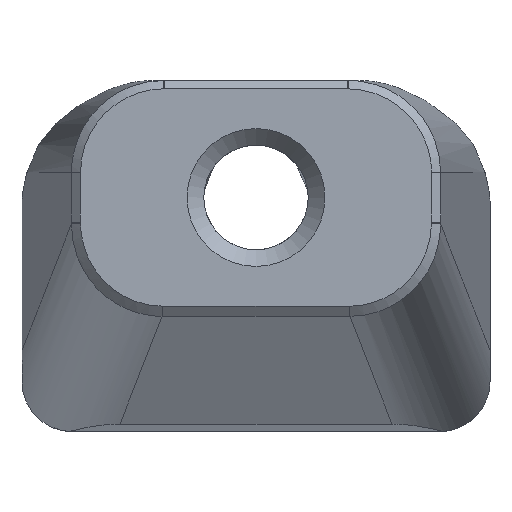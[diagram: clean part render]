
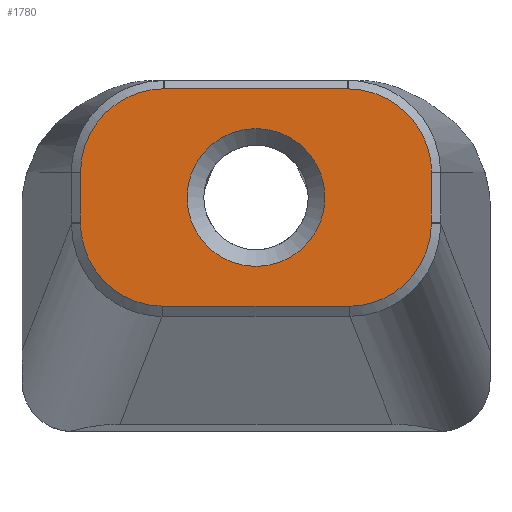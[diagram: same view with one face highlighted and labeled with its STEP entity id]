
A CAD part, left-side view. The second image highlights one B-rep face of the part: STEP entity #1780.
In plain terms, the highlighted planar face has unit normal (-1, 0, 0).
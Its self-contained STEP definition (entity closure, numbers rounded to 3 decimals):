
#32=FACE_BOUND('',#562,.T.);
#49=PLANE('',#1913);
#139=LINE('',#2960,#278);
#145=LINE('',#3035,#284);
#148=LINE('',#3104,#287);
#153=LINE('',#3176,#292);
#278=VECTOR('',#2119,10.);
#284=VECTOR('',#2127,10.);
#287=VECTOR('',#2132,10.);
#292=VECTOR('',#2139,10.);
#450=FACE_OUTER_BOUND('',#561,.T.);
#561=EDGE_LOOP('',(#1373,#1374,#1375,#1376,#1377,#1378,#1379,#1380,#1381,
#1382,#1383,#1384,#1385,#1386));
#562=EDGE_LOOP('',(#1387));
#644=CIRCLE('',#1914,4.125);
#700=B_SPLINE_CURVE_WITH_KNOTS('',3,(#2989,#2990,#2991,#2992,#2993,#2994),
 .UNSPECIFIED.,.F.,.F.,(4,1,1,4),(-0.356,0.298,
0.734,1.17),.UNSPECIFIED.);
#703=B_SPLINE_CURVE_WITH_KNOTS('',3,(#3023,#3024,#3025,#3026),
 .UNSPECIFIED.,.F.,.F.,(4,4),(-0.363,-0.356),
 .UNSPECIFIED.);
#705=B_SPLINE_CURVE_WITH_KNOTS('',3,(#3069,#3070,#3071,#3072,#3073,#3074),
 .UNSPECIFIED.,.F.,.F.,(4,1,1,4),(0.,0.67,
1.116,1.563),.UNSPECIFIED.);
#707=B_SPLINE_CURVE_WITH_KNOTS('',3,(#3095,#3096,#3097,#3098),
 .UNSPECIFIED.,.F.,.F.,(4,4),(1.17,1.189),
 .UNSPECIFIED.);
#709=B_SPLINE_CURVE_WITH_KNOTS('',3,(#3128,#3129,#3130,#3131),
 .UNSPECIFIED.,.F.,.F.,(4,4),(1.563,1.571),
 .UNSPECIFIED.);
#710=B_SPLINE_CURVE_WITH_KNOTS('',3,(#3160,#3161,#3162,#3163,#3164,#3165),
 .UNSPECIFIED.,.F.,.F.,(4,1,1,4),(-1.563,-0.893,
-0.447,0.),.UNSPECIFIED.);
#713=B_SPLINE_CURVE_WITH_KNOTS('',3,(#3200,#3201,#3202,#3203),
 .UNSPECIFIED.,.F.,.F.,(4,4),(-1.571,-1.563),
 .UNSPECIFIED.);
#714=B_SPLINE_CURVE_WITH_KNOTS('',3,(#3232,#3233,#3234,#3235,#3236,#3237),
 .UNSPECIFIED.,.F.,.F.,(4,1,1,4),(-1.17,-0.516,
-0.08,0.356),.UNSPECIFIED.);
#717=B_SPLINE_CURVE_WITH_KNOTS('',3,(#3266,#3267,#3268,#3269),
 .UNSPECIFIED.,.F.,.F.,(4,4),(-1.189,-1.17),
 .UNSPECIFIED.);
#719=B_SPLINE_CURVE_WITH_KNOTS('',3,(#3290,#3291,#3292,#3293),
 .UNSPECIFIED.,.F.,.F.,(4,4),(0.356,0.363),
 .UNSPECIFIED.);
#794=VERTEX_POINT('',#2953);
#797=VERTEX_POINT('',#2958);
#799=VERTEX_POINT('',#2986);
#800=VERTEX_POINT('',#2988);
#802=VERTEX_POINT('',#3028);
#805=VERTEX_POINT('',#3033);
#806=VERTEX_POINT('',#3060);
#809=VERTEX_POINT('',#3101);
#810=VERTEX_POINT('',#3103);
#813=VERTEX_POINT('',#3157);
#814=VERTEX_POINT('',#3159);
#816=VERTEX_POINT('',#3175);
#819=VERTEX_POINT('',#3229);
#820=VERTEX_POINT('',#3231);
#831=VERTEX_POINT('',#3347);
#981=EDGE_CURVE('',#797,#794,#139,.T.);
#983=EDGE_CURVE('',#799,#800,#700,.T.);
#987=EDGE_CURVE('',#794,#799,#703,.T.);
#991=EDGE_CURVE('',#805,#802,#145,.T.);
#994=EDGE_CURVE('',#802,#806,#705,.T.);
#996=EDGE_CURVE('',#800,#805,#707,.T.);
#998=EDGE_CURVE('',#809,#810,#148,.T.);
#1002=EDGE_CURVE('',#806,#809,#709,.T.);
#1004=EDGE_CURVE('',#813,#814,#710,.T.);
#1007=EDGE_CURVE('',#814,#816,#153,.T.);
#1011=EDGE_CURVE('',#810,#813,#713,.T.);
#1013=EDGE_CURVE('',#819,#820,#714,.T.);
#1017=EDGE_CURVE('',#816,#819,#717,.T.);
#1019=EDGE_CURVE('',#820,#797,#719,.T.);
#1033=EDGE_CURVE('',#831,#831,#644,.T.);
#1373=ORIENTED_EDGE('',*,*,#1013,.F.);
#1374=ORIENTED_EDGE('',*,*,#1017,.F.);
#1375=ORIENTED_EDGE('',*,*,#1007,.F.);
#1376=ORIENTED_EDGE('',*,*,#1004,.F.);
#1377=ORIENTED_EDGE('',*,*,#1011,.F.);
#1378=ORIENTED_EDGE('',*,*,#998,.F.);
#1379=ORIENTED_EDGE('',*,*,#1002,.F.);
#1380=ORIENTED_EDGE('',*,*,#994,.F.);
#1381=ORIENTED_EDGE('',*,*,#991,.F.);
#1382=ORIENTED_EDGE('',*,*,#996,.F.);
#1383=ORIENTED_EDGE('',*,*,#983,.F.);
#1384=ORIENTED_EDGE('',*,*,#987,.F.);
#1385=ORIENTED_EDGE('',*,*,#981,.F.);
#1386=ORIENTED_EDGE('',*,*,#1019,.F.);
#1387=ORIENTED_EDGE('',*,*,#1033,.F.);
#1780=ADVANCED_FACE('',(#450,#32),#49,.T.);
#1913=AXIS2_PLACEMENT_3D('',#3346,#2167,#2168);
#1914=AXIS2_PLACEMENT_3D('',#3348,#2169,#2170);
#2119=DIRECTION('',(0.,1.,0.));
#2127=DIRECTION('',(0.,0.,1.));
#2132=DIRECTION('',(0.,-1.,0.));
#2139=DIRECTION('',(0.,0.,-1.));
#2167=DIRECTION('center_axis',(-1.,0.,0.));
#2168=DIRECTION('ref_axis',(0.,-1.,0.));
#2169=DIRECTION('center_axis',(-1.,0.,0.));
#2170=DIRECTION('ref_axis',(0.,1.,0.));
#2953=CARTESIAN_POINT('',(-40.15,15.581,7.5));
#2958=CARTESIAN_POINT('',(-40.15,4.419,7.5));
#2960=CARTESIAN_POINT('',(-40.15,22.25,7.5));
#2986=CARTESIAN_POINT('',(-40.15,15.618,7.5));
#2988=CARTESIAN_POINT('',(-40.15,20.499,12.429));
#2989=CARTESIAN_POINT('Ctrl Pts',(-40.15,15.618,7.5));
#2990=CARTESIAN_POINT('Ctrl Pts',(-40.15,16.71,7.508));
#2991=CARTESIAN_POINT('Ctrl Pts',(-40.15,18.504,8.152));
#2992=CARTESIAN_POINT('Ctrl Pts',(-40.15,20.132,10.206));
#2993=CARTESIAN_POINT('Ctrl Pts',(-40.15,20.485,11.682));
#2994=CARTESIAN_POINT('Ctrl Pts',(-40.15,20.499,12.429));
#3023=CARTESIAN_POINT('Ctrl Pts',(-40.15,15.581,7.5));
#3024=CARTESIAN_POINT('Ctrl Pts',(-40.15,15.593,7.5));
#3025=CARTESIAN_POINT('Ctrl Pts',(-40.15,15.606,7.5));
#3026=CARTESIAN_POINT('Ctrl Pts',(-40.15,15.618,7.5));
#3028=CARTESIAN_POINT('',(-40.15,20.5,15.5));
#3033=CARTESIAN_POINT('',(-40.15,20.5,12.528));
#3035=CARTESIAN_POINT('',(-40.15,20.5,0.));
#3060=CARTESIAN_POINT('',(-40.15,15.519,20.5));
#3069=CARTESIAN_POINT('Ctrl Pts',(-40.15,20.5,15.5));
#3070=CARTESIAN_POINT('Ctrl Pts',(-40.15,20.5,16.616));
#3071=CARTESIAN_POINT('Ctrl Pts',(-40.15,19.849,18.47));
#3072=CARTESIAN_POINT('Ctrl Pts',(-40.15,17.756,20.144));
#3073=CARTESIAN_POINT('Ctrl Pts',(-40.15,16.266,20.494));
#3074=CARTESIAN_POINT('Ctrl Pts',(-40.15,15.519,20.5));
#3095=CARTESIAN_POINT('Ctrl Pts',(-40.15,20.499,12.429));
#3096=CARTESIAN_POINT('Ctrl Pts',(-40.15,20.5,12.462));
#3097=CARTESIAN_POINT('Ctrl Pts',(-40.15,20.5,12.495));
#3098=CARTESIAN_POINT('Ctrl Pts',(-40.15,20.5,12.528));
#3101=CARTESIAN_POINT('',(-40.15,15.48,20.5));
#3103=CARTESIAN_POINT('',(-40.15,4.52,20.5));
#3104=CARTESIAN_POINT('',(-40.15,17.,20.5));
#3128=CARTESIAN_POINT('Ctrl Pts',(-40.15,15.519,20.5));
#3129=CARTESIAN_POINT('Ctrl Pts',(-40.15,15.506,20.5));
#3130=CARTESIAN_POINT('Ctrl Pts',(-40.15,15.493,20.5));
#3131=CARTESIAN_POINT('Ctrl Pts',(-40.15,15.48,20.5));
#3157=CARTESIAN_POINT('',(-40.15,4.481,20.5));
#3159=CARTESIAN_POINT('',(-40.15,-0.5,15.5));
#3160=CARTESIAN_POINT('Ctrl Pts',(-40.15,4.481,20.5));
#3161=CARTESIAN_POINT('Ctrl Pts',(-40.15,3.36,20.491));
#3162=CARTESIAN_POINT('Ctrl Pts',(-40.15,1.503,19.827));
#3163=CARTESIAN_POINT('Ctrl Pts',(-40.15,-0.16,17.73));
#3164=CARTESIAN_POINT('Ctrl Pts',(-40.15,-0.5,16.244));
#3165=CARTESIAN_POINT('Ctrl Pts',(-40.15,-0.5,15.5));
#3175=CARTESIAN_POINT('',(-40.15,-0.5,12.528));
#3176=CARTESIAN_POINT('',(-40.15,-0.5,0.));
#3200=CARTESIAN_POINT('Ctrl Pts',(-40.15,4.52,20.5));
#3201=CARTESIAN_POINT('Ctrl Pts',(-40.15,4.507,20.5));
#3202=CARTESIAN_POINT('Ctrl Pts',(-40.15,4.494,20.5));
#3203=CARTESIAN_POINT('Ctrl Pts',(-40.15,4.481,20.5));
#3229=CARTESIAN_POINT('',(-40.15,-0.499,12.429));
#3231=CARTESIAN_POINT('',(-40.15,4.382,7.5));
#3232=CARTESIAN_POINT('Ctrl Pts',(-40.15,-0.499,12.429));
#3233=CARTESIAN_POINT('Ctrl Pts',(-40.15,-0.478,11.309));
#3234=CARTESIAN_POINT('Ctrl Pts',(-40.15,0.179,9.478));
#3235=CARTESIAN_POINT('Ctrl Pts',(-40.15,2.211,7.846));
#3236=CARTESIAN_POINT('Ctrl Pts',(-40.15,3.654,7.506));
#3237=CARTESIAN_POINT('Ctrl Pts',(-40.15,4.382,7.5));
#3266=CARTESIAN_POINT('Ctrl Pts',(-40.15,-0.5,12.528));
#3267=CARTESIAN_POINT('Ctrl Pts',(-40.15,-0.5,12.495));
#3268=CARTESIAN_POINT('Ctrl Pts',(-40.15,-0.5,12.462));
#3269=CARTESIAN_POINT('Ctrl Pts',(-40.15,-0.499,12.429));
#3290=CARTESIAN_POINT('Ctrl Pts',(-40.15,4.382,7.5));
#3291=CARTESIAN_POINT('Ctrl Pts',(-40.15,4.394,7.5));
#3292=CARTESIAN_POINT('Ctrl Pts',(-40.15,4.407,7.5));
#3293=CARTESIAN_POINT('Ctrl Pts',(-40.15,4.419,7.5));
#3346=CARTESIAN_POINT('Origin',(-40.15,24.,0.));
#3347=CARTESIAN_POINT('',(-40.15,5.875,14.));
#3348=CARTESIAN_POINT('Origin',(-40.15,10.,14.));
